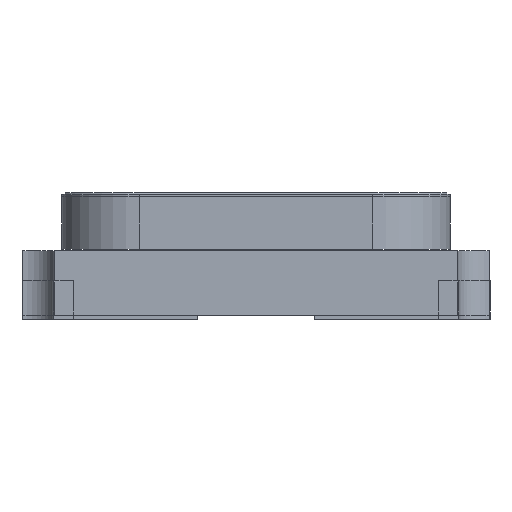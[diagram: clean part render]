
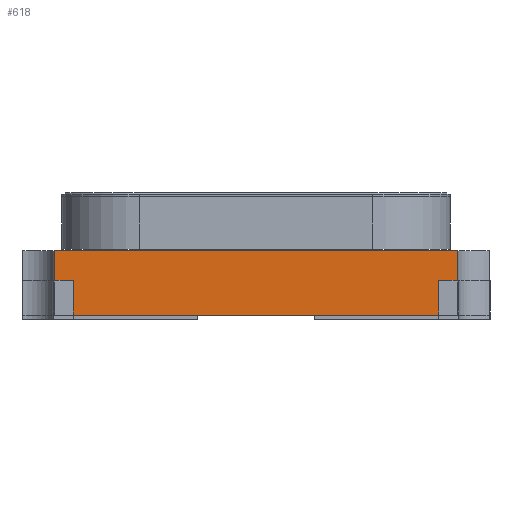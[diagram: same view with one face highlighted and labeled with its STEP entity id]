
A CAD part, left-side view. The second image highlights one B-rep face of the part: STEP entity #618.
In plain terms, the highlighted planar face has unit normal (-1, 0, 0).
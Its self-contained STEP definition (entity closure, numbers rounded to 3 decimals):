
#80 = PLANE('',#81);
#81 = AXIS2_PLACEMENT_3D('',#82,#83,#84);
#82 = CARTESIAN_POINT('',(0.,0.,0.01));
#83 = DIRECTION('',(-0.,-0.,-1.));
#84 = DIRECTION('',(-1.,0.,0.));
#108 = CYLINDRICAL_SURFACE('',#109,0.082);
#109 = AXIS2_PLACEMENT_3D('',#110,#111,#112);
#110 = CARTESIAN_POINT('',(-0.8,0.6,0.176));
#111 = DIRECTION('',(0.,0.,1.));
#112 = DIRECTION('',(1.,0.,0.));
#136 = PLANE('',#137);
#137 = AXIS2_PLACEMENT_3D('',#138,#139,#140);
#138 = CARTESIAN_POINT('',(0.,0.,0.176));
#139 = DIRECTION('',(-0.,-0.,-1.));
#140 = DIRECTION('',(-1.,0.,0.));
#178 = VERTEX_POINT('',#179);
#179 = CARTESIAN_POINT('',(-0.8,0.518,0.01));
#324 = VERTEX_POINT('',#325);
#325 = CARTESIAN_POINT('',(-0.8,-0.518,0.01));
#344 = CYLINDRICAL_SURFACE('',#345,0.082);
#345 = AXIS2_PLACEMENT_3D('',#346,#347,#348);
#346 = CARTESIAN_POINT('',(-0.8,-0.6,0.176));
#347 = DIRECTION('',(0.,0.,1.));
#348 = DIRECTION('',(1.,0.,0.));
#356 = EDGE_CURVE('',#324,#178,#357,.T.);
#357 = SURFACE_CURVE('',#358,(#362,#369),.PCURVE_S1.);
#358 = LINE('',#359,#360);
#359 = CARTESIAN_POINT('',(-0.8,-0.6,0.01));
#360 = VECTOR('',#361,1.);
#361 = DIRECTION('',(0.,1.,0.));
#362 = PCURVE('',#80,#363);
#363 = DEFINITIONAL_REPRESENTATION('',(#364),#368);
#364 = LINE('',#365,#366);
#365 = CARTESIAN_POINT('',(0.8,-0.6));
#366 = VECTOR('',#367,1.);
#367 = DIRECTION('',(0.,1.));
#368 = ( GEOMETRIC_REPRESENTATION_CONTEXT(2) 
PARAMETRIC_REPRESENTATION_CONTEXT() REPRESENTATION_CONTEXT('2D SPACE',''
  ) );
#369 = PCURVE('',#370,#375);
#370 = PLANE('',#371);
#371 = AXIS2_PLACEMENT_3D('',#372,#373,#374);
#372 = CARTESIAN_POINT('',(-0.8,-0.6,0.01));
#373 = DIRECTION('',(-1.,0.,0.));
#374 = DIRECTION('',(0.,1.,0.));
#375 = DEFINITIONAL_REPRESENTATION('',(#376),#380);
#376 = LINE('',#377,#378);
#377 = CARTESIAN_POINT('',(0.,0.));
#378 = VECTOR('',#379,1.);
#379 = DIRECTION('',(1.,0.));
#380 = ( GEOMETRIC_REPRESENTATION_CONTEXT(2) 
PARAMETRIC_REPRESENTATION_CONTEXT() REPRESENTATION_CONTEXT('2D SPACE',''
  ) );
#440 = VERTEX_POINT('',#441);
#441 = CARTESIAN_POINT('',(-0.8,0.518,0.176));
#544 = VERTEX_POINT('',#545);
#545 = CARTESIAN_POINT('',(-0.8,-0.518,0.176));
#571 = EDGE_CURVE('',#544,#440,#572,.T.);
#572 = SURFACE_CURVE('',#573,(#577,#584),.PCURVE_S1.);
#573 = LINE('',#574,#575);
#574 = CARTESIAN_POINT('',(-0.8,-0.6,0.176));
#575 = VECTOR('',#576,1.);
#576 = DIRECTION('',(0.,1.,0.));
#577 = PCURVE('',#136,#578);
#578 = DEFINITIONAL_REPRESENTATION('',(#579),#583);
#579 = LINE('',#580,#581);
#580 = CARTESIAN_POINT('',(0.8,-0.6));
#581 = VECTOR('',#582,1.);
#582 = DIRECTION('',(0.,1.));
#583 = ( GEOMETRIC_REPRESENTATION_CONTEXT(2) 
PARAMETRIC_REPRESENTATION_CONTEXT() REPRESENTATION_CONTEXT('2D SPACE',''
  ) );
#584 = PCURVE('',#370,#585);
#585 = DEFINITIONAL_REPRESENTATION('',(#586),#590);
#586 = LINE('',#587,#588);
#587 = CARTESIAN_POINT('',(0.,-0.166));
#588 = VECTOR('',#589,1.);
#589 = DIRECTION('',(1.,0.));
#590 = ( GEOMETRIC_REPRESENTATION_CONTEXT(2) 
PARAMETRIC_REPRESENTATION_CONTEXT() REPRESENTATION_CONTEXT('2D SPACE',''
  ) );
#597 = EDGE_CURVE('',#178,#440,#598,.T.);
#598 = SURFACE_CURVE('',#599,(#603,#610),.PCURVE_S1.);
#599 = LINE('',#600,#601);
#600 = CARTESIAN_POINT('',(-0.8,0.518,0.176));
#601 = VECTOR('',#602,1.);
#602 = DIRECTION('',(0.,0.,1.));
#603 = PCURVE('',#108,#604);
#604 = DEFINITIONAL_REPRESENTATION('',(#605),#609);
#605 = LINE('',#606,#607);
#606 = CARTESIAN_POINT('',(4.712,0.));
#607 = VECTOR('',#608,1.);
#608 = DIRECTION('',(0.,1.));
#609 = ( GEOMETRIC_REPRESENTATION_CONTEXT(2) 
PARAMETRIC_REPRESENTATION_CONTEXT() REPRESENTATION_CONTEXT('2D SPACE',''
  ) );
#610 = PCURVE('',#370,#611);
#611 = DEFINITIONAL_REPRESENTATION('',(#612),#616);
#612 = LINE('',#613,#614);
#613 = CARTESIAN_POINT('',(1.118,-0.166));
#614 = VECTOR('',#615,1.);
#615 = DIRECTION('',(0.,-1.));
#616 = ( GEOMETRIC_REPRESENTATION_CONTEXT(2) 
PARAMETRIC_REPRESENTATION_CONTEXT() REPRESENTATION_CONTEXT('2D SPACE',''
  ) );
#618 = ADVANCED_FACE('',(#619),#370,.T.);
#619 = FACE_BOUND('',#620,.T.);
#620 = EDGE_LOOP('',(#621,#622,#643,#644));
#621 = ORIENTED_EDGE('',*,*,#356,.F.);
#622 = ORIENTED_EDGE('',*,*,#623,.T.);
#623 = EDGE_CURVE('',#324,#544,#624,.T.);
#624 = SURFACE_CURVE('',#625,(#629,#636),.PCURVE_S1.);
#625 = LINE('',#626,#627);
#626 = CARTESIAN_POINT('',(-0.8,-0.518,0.176));
#627 = VECTOR('',#628,1.);
#628 = DIRECTION('',(0.,0.,1.));
#629 = PCURVE('',#370,#630);
#630 = DEFINITIONAL_REPRESENTATION('',(#631),#635);
#631 = LINE('',#632,#633);
#632 = CARTESIAN_POINT('',(0.082,-0.166));
#633 = VECTOR('',#634,1.);
#634 = DIRECTION('',(0.,-1.));
#635 = ( GEOMETRIC_REPRESENTATION_CONTEXT(2) 
PARAMETRIC_REPRESENTATION_CONTEXT() REPRESENTATION_CONTEXT('2D SPACE',''
  ) );
#636 = PCURVE('',#344,#637);
#637 = DEFINITIONAL_REPRESENTATION('',(#638),#642);
#638 = LINE('',#639,#640);
#639 = CARTESIAN_POINT('',(1.571,0.));
#640 = VECTOR('',#641,1.);
#641 = DIRECTION('',(0.,1.));
#642 = ( GEOMETRIC_REPRESENTATION_CONTEXT(2) 
PARAMETRIC_REPRESENTATION_CONTEXT() REPRESENTATION_CONTEXT('2D SPACE',''
  ) );
#643 = ORIENTED_EDGE('',*,*,#571,.T.);
#644 = ORIENTED_EDGE('',*,*,#597,.F.);
